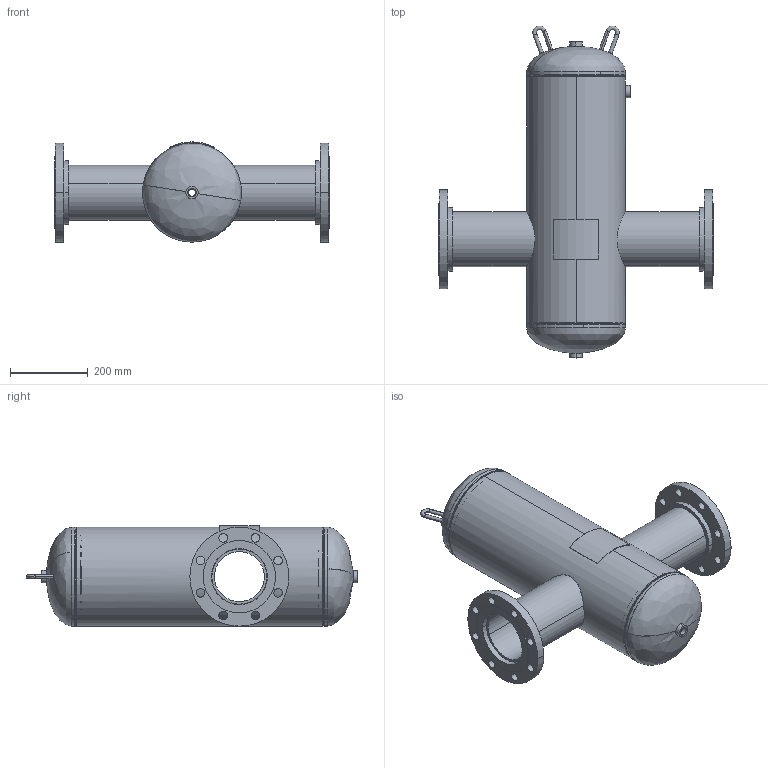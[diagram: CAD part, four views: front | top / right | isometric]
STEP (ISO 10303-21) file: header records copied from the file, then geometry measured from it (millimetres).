
FILE_DESCRIPTION (( 'STEP AP203' ), '1' );
FILE_NAME ('WVNA-5N.STEP', '2021-03-16T15:21:51', ( '' ), ( '' ), 'SwSTEP 2.0', 'SolidWorks 2021', '' );
FILE_SCHEMA (( 'CONFIG_CONTROL_DESIGN' ));
Length unit declared in the file: inch
Products named in the file (9): 9600830_10" VERT; 9400540_tall; 99P0333; 9500030; WVNA-5N; 9301100_9.875; 9200020; SORF FLANGES ASME B16.5_5 150# SA-105
Assembly tree (13 placements, depth 2):
  WVNA-5N
    99P0333
    9200020
    9200020
    9301100_9.875  x2
    SORF FLANGES ASME B16.5_5 150# SA-105  x2
    9500030  x3
    9400540_tall  x2
    9600830_10" VERT
Bounding box: 704.85 x 852.07 x 257.42 mm (x, y, z)
Volume: 4692493.9 mm3; surface area: 2013937.9 mm2
Topology: 13 solids, 13 shells, 210 faces, 474 edges, 296 vertices
Faces by surface type: cylinder 114, plane 34, torus 28, cone 26, bspline 8
Entity records: 6474 total; most frequent: CARTESIAN_POINT 1955, DIRECTION 818, ORIENTED_EDGE 652, AXIS2_PLACEMENT_3D 360, EDGE_CURVE 326, CIRCLE 208, VERTEX_POINT 198, EDGE_LOOP 178
